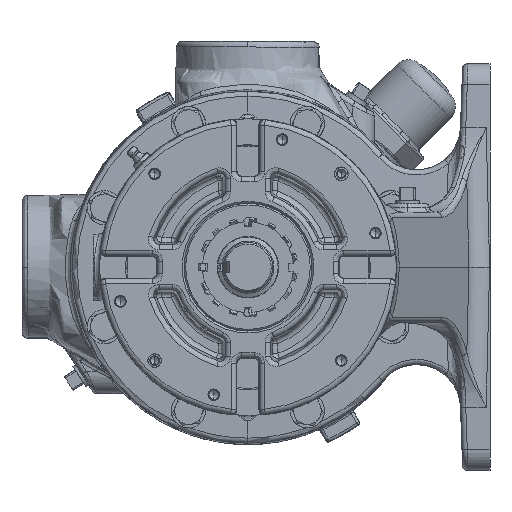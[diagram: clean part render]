
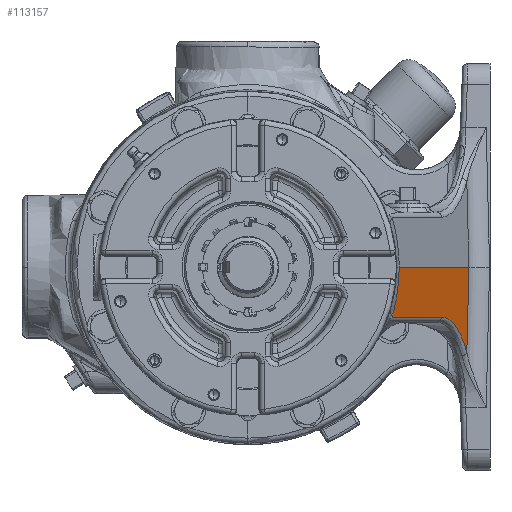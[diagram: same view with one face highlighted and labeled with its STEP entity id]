
A CAD part, left-side view. The second image highlights one B-rep face of the part: STEP entity #113157.
In plain terms, the highlighted planar face has unit normal (-0.342, -0.939, -0.035).
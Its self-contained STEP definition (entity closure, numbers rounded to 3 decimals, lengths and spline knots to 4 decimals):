
#14603 = LINE ( 'NONE', #110303, #252640 ) ;
#20450 = CARTESIAN_POINT ( 'NONE',  ( -6.3006, -4.4108, -1.1342 ) ) ;
#21833 = ORIENTED_EDGE ( 'NONE', *, *, #276637, .T. ) ;
#22990 = VECTOR ( 'NONE', #141022, 39.3701 ) ;
#43246 = VERTEX_POINT ( 'NONE', #150994 ) ;
#53920 = EDGE_CURVE ( 'NONE', #43246, #152510, #152285, .T. ) ;
#55669 = EDGE_LOOP ( 'NONE', ( #153465, #151085, #21833, #291620, #192001 ) ) ;
#56890 = DIRECTION ( 'NONE',  ( 0.94, -0.342, 0. ) ) ;
#69744 = CARTESIAN_POINT ( 'NONE',  ( -9.0955, -3.4357, 0. ) ) ;
#73227 =( BOUNDED_CURVE ( )  B_SPLINE_CURVE ( 3, ( #69744, #197211, #265829, #120724 ),
 .UNSPECIFIED., .F., .T. ) 
 B_SPLINE_CURVE_WITH_KNOTS ( ( 4, 4 ),
 ( 3.1124, 3.375 ),
 .UNSPECIFIED. ) 
 CURVE ( )  GEOMETRIC_REPRESENTATION_ITEM ( )  RATIONAL_B_SPLINE_CURVE ( ( 1., 0.994, 0.994, 1. ) ) 
 REPRESENTATION_ITEM ( '' )  );
#81950 = CARTESIAN_POINT ( 'NONE',  ( -9.4164, -3.2768, -1.1342 ) ) ;
#90450 = CARTESIAN_POINT ( 'NONE',  ( -6.3403, -4.3964, -1.1342 ) ) ;
#109426 = EDGE_CURVE ( 'NONE', #152510, #306411, #14603, .T. ) ;
#110303 = CARTESIAN_POINT ( 'NONE',  ( -4.738, -5.0193, -0.0668 ) ) ;
#113157 = ADVANCED_FACE ( 'Defeatured_0_4360', ( #181199 ), #299268, .T. ) ;
#120724 = CARTESIAN_POINT ( 'NONE',  ( -9.4164, -3.2768, -1.1342 ) ) ;
#141022 = DIRECTION ( 'NONE',  ( 0.94, -0.342, 0. ) ) ;
#146722 = AXIS2_PLACEMENT_3D ( 'NONE', #249854, #303959, #56890 ) ;
#150994 = CARTESIAN_POINT ( 'NONE',  ( -6.3403, -4.3964, -1.1342 ) ) ;
#151085 = ORIENTED_EDGE ( 'NONE', *, *, #266884, .T. ) ;
#152285 =( BOUNDED_CURVE ( )  B_SPLINE_CURVE ( 3, ( #90450, #284974, #280239, #187686 ),
 .UNSPECIFIED., .F., .F. ) 
 B_SPLINE_CURVE_WITH_KNOTS ( ( 4, 4 ),
 ( 4.8141, 5.7197 ),
 .UNSPECIFIED. ) 
 CURVE ( )  GEOMETRIC_REPRESENTATION_ITEM ( )  RATIONAL_B_SPLINE_CURVE ( ( 1., 0.933, 0.933, 1. ) ) 
 REPRESENTATION_ITEM ( '' )  );
#152510 = VERTEX_POINT ( 'NONE', #262973 ) ;
#153465 = ORIENTED_EDGE ( 'NONE', *, *, #238583, .F. ) ;
#165731 = CARTESIAN_POINT ( 'NONE',  ( -9.0955, -3.4357, 0. ) ) ;
#181199 = FACE_OUTER_BOUND ( 'NONE', #55669, .T. ) ;
#187308 = VERTEX_POINT ( 'NONE', #81950 ) ;
#187686 = CARTESIAN_POINT ( 'NONE',  ( -4.6724, -4.9733, -1.9456 ) ) ;
#189481 = DIRECTION ( 'NONE',  ( 0.94, -0.342, 0. ) ) ;
#192001 = ORIENTED_EDGE ( 'NONE', *, *, #109426, .T. ) ;
#197211 = CARTESIAN_POINT ( 'NONE',  ( -9.0647, -3.4327, -0.3839 ) ) ;
#199345 = CARTESIAN_POINT ( 'NONE',  ( -4.7403, -5.0209, 0. ) ) ;
#201295 = DIRECTION ( 'NONE',  ( -0.035, -0.024, 0.999 ) ) ;
#212807 = CARTESIAN_POINT ( 'NONE',  ( -2.1682, -5.9571, 0. ) ) ;
#229045 = VECTOR ( 'NONE', #189481, 39.3701 ) ;
#238583 = EDGE_CURVE ( 'NONE', #297280, #306411, #310097, .T. ) ;
#238867 = LINE ( 'NONE', #20450, #229045 ) ;
#249854 = CARTESIAN_POINT ( 'NONE',  ( -2.1682, -5.9571, 0. ) ) ;
#252640 = VECTOR ( 'NONE', #201295, 39.3701 ) ;
#262973 = CARTESIAN_POINT ( 'NONE',  ( -4.6724, -4.9733, -1.9456 ) ) ;
#265829 = CARTESIAN_POINT ( 'NONE',  ( -9.1723, -3.3794, -0.7642 ) ) ;
#266884 = EDGE_CURVE ( 'NONE', #297280, #187308, #73227, .T. ) ;
#276637 = EDGE_CURVE ( 'NONE', #187308, #43246, #238867, .T. ) ;
#280239 = CARTESIAN_POINT ( 'NONE',  ( -5.0815, -4.8438, -1.4241 ) ) ;
#284974 = CARTESIAN_POINT ( 'NONE',  ( -5.6775, -4.6377, -1.1342 ) ) ;
#291620 = ORIENTED_EDGE ( 'NONE', *, *, #53920, .T. ) ;
#297280 = VERTEX_POINT ( 'NONE', #165731 ) ;
#299268 = PLANE ( 'NONE',  #146722 ) ;
#303959 = DIRECTION ( 'NONE',  ( -0.342, -0.939, -0.035 ) ) ;
#306411 = VERTEX_POINT ( 'NONE', #199345 ) ;
#310097 = LINE ( 'NONE', #212807, #22990 ) ;
